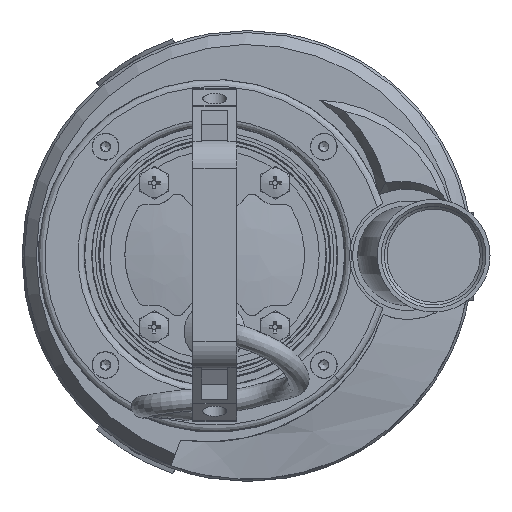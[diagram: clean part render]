
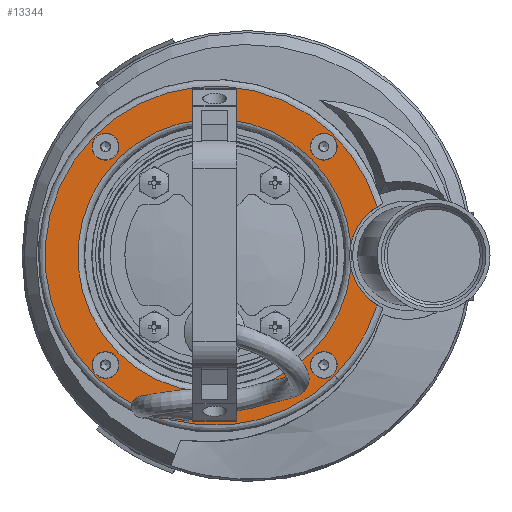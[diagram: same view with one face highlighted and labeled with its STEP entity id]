
A CAD part, top view. The second image highlights one B-rep face of the part: STEP entity #13344.
In plain terms, the highlighted planar face has unit normal (0, 0, 1).
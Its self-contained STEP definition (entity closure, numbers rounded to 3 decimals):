
#12719=CARTESIAN_POINT('',(44.194,-44.194,98.6));
#12720=VERTEX_POINT('',#12719);
#12728=CARTESIAN_POINT('',(62.25,-5.589,98.6));
#12729=VERTEX_POINT('',#12728);
#12730=CARTESIAN_POINT('',(0.,0.,98.6));
#12731=DIRECTION('',(0.,0.,1.));
#12732=DIRECTION('',(0.707,-0.707,0.));
#12733=AXIS2_PLACEMENT_3D('',#12730,#12731,#12732);
#12734=CIRCLE('',#12733,62.5);
#12735=EDGE_CURVE('',#12720,#12729,#12734,.T.);
#12737=CARTESIAN_POINT('',(62.25,5.589,98.6));
#12738=VERTEX_POINT('',#12737);
#12752=CARTESIAN_POINT('',(0.,0.,98.6));
#12753=DIRECTION('',(0.,0.,1.));
#12754=DIRECTION('',(0.707,-0.707,0.));
#12755=AXIS2_PLACEMENT_3D('',#12752,#12753,#12754);
#12756=CIRCLE('',#12755,62.5);
#12757=EDGE_CURVE('',#12738,#12720,#12756,.T.);
#12798=CARTESIAN_POINT('',(74.181,22.436,98.6));
#12799=VERTEX_POINT('',#12798);
#12800=CARTESIAN_POINT('',(54.801,-54.801,98.6));
#12801=VERTEX_POINT('',#12800);
#12802=CARTESIAN_POINT('',(0.,0.,98.6));
#12803=DIRECTION('',(0.,0.,1.));
#12804=DIRECTION('',(0.707,-0.707,0.));
#12805=AXIS2_PLACEMENT_3D('',#12802,#12803,#12804);
#12806=CIRCLE('',#12805,77.5);
#12807=EDGE_CURVE('',#12799,#12801,#12806,.T.);
#12870=CARTESIAN_POINT('',(74.181,-22.436,98.6));
#12871=VERTEX_POINT('',#12870);
#12885=CARTESIAN_POINT('',(0.,0.,98.6));
#12886=DIRECTION('',(0.,0.,1.));
#12887=DIRECTION('',(0.707,-0.707,0.));
#12888=AXIS2_PLACEMENT_3D('',#12885,#12886,#12887);
#12889=CIRCLE('',#12888,77.5);
#12890=EDGE_CURVE('',#12801,#12871,#12889,.T.);
#12983=CARTESIAN_POINT('',(54.189,-54.189,98.6));
#12984=VERTEX_POINT('',#12983);
#12991=CARTESIAN_POINT('',(45.513,-45.513,98.6));
#12992=VERTEX_POINT('',#12991);
#12993=CARTESIAN_POINT('',(49.851,-49.851,98.6));
#12994=DIRECTION('',(0.,0.,1.));
#12995=DIRECTION('',(0.707,-0.707,0.));
#12996=AXIS2_PLACEMENT_3D('',#12993,#12994,#12995);
#12997=CIRCLE('',#12996,6.134);
#12998=EDGE_CURVE('',#12984,#12992,#12997,.T.);
#13000=CARTESIAN_POINT('',(49.851,-49.851,98.6));
#13001=DIRECTION('',(0.,0.,1.));
#13002=DIRECTION('',(0.707,-0.707,0.));
#13003=AXIS2_PLACEMENT_3D('',#13000,#13001,#13002);
#13004=CIRCLE('',#13003,6.134);
#13005=EDGE_CURVE('',#12992,#12984,#13004,.T.);
#13074=CARTESIAN_POINT('',(-54.189,-54.189,98.6));
#13075=VERTEX_POINT('',#13074);
#13082=CARTESIAN_POINT('',(-45.514,-45.513,98.6));
#13083=VERTEX_POINT('',#13082);
#13084=CARTESIAN_POINT('',(-49.851,-49.851,98.6));
#13085=DIRECTION('',(0.,0.,1.0));
#13086=DIRECTION('',(-0.707,-0.707,0.));
#13087=AXIS2_PLACEMENT_3D('',#13084,#13085,#13086);
#13088=CIRCLE('',#13087,6.134);
#13089=EDGE_CURVE('',#13075,#13083,#13088,.T.);
#13091=CARTESIAN_POINT('',(-49.851,-49.851,98.6));
#13092=DIRECTION('',(0.,0.,1.0));
#13093=DIRECTION('',(-0.707,-0.707,0.));
#13094=AXIS2_PLACEMENT_3D('',#13091,#13092,#13093);
#13095=CIRCLE('',#13094,6.134);
#13096=EDGE_CURVE('',#13083,#13075,#13095,.T.);
#13165=CARTESIAN_POINT('',(-54.189,54.189,98.6));
#13166=VERTEX_POINT('',#13165);
#13173=CARTESIAN_POINT('',(-45.514,45.513,98.6));
#13174=VERTEX_POINT('',#13173);
#13175=CARTESIAN_POINT('',(-49.851,49.851,98.6));
#13176=DIRECTION('',(0.,0.,1.0));
#13177=DIRECTION('',(-0.707,0.707,0.));
#13178=AXIS2_PLACEMENT_3D('',#13175,#13176,#13177);
#13179=CIRCLE('',#13178,6.134);
#13180=EDGE_CURVE('',#13166,#13174,#13179,.T.);
#13182=CARTESIAN_POINT('',(-49.851,49.851,98.6));
#13183=DIRECTION('',(0.,0.,1.0));
#13184=DIRECTION('',(-0.707,0.707,0.));
#13185=AXIS2_PLACEMENT_3D('',#13182,#13183,#13184);
#13186=CIRCLE('',#13185,6.134);
#13187=EDGE_CURVE('',#13174,#13166,#13186,.T.);
#13256=CARTESIAN_POINT('',(54.189,54.189,98.6));
#13257=VERTEX_POINT('',#13256);
#13264=CARTESIAN_POINT('',(45.513,45.513,98.6));
#13265=VERTEX_POINT('',#13264);
#13266=CARTESIAN_POINT('',(49.851,49.851,98.6));
#13267=DIRECTION('',(0.,0.,1.));
#13268=DIRECTION('',(0.707,0.707,0.));
#13269=AXIS2_PLACEMENT_3D('',#13266,#13267,#13268);
#13270=CIRCLE('',#13269,6.134);
#13271=EDGE_CURVE('',#13257,#13265,#13270,.T.);
#13273=CARTESIAN_POINT('',(49.851,49.851,98.6));
#13274=DIRECTION('',(0.,0.,1.));
#13275=DIRECTION('',(0.707,0.707,0.));
#13276=AXIS2_PLACEMENT_3D('',#13273,#13274,#13275);
#13277=CIRCLE('',#13276,6.134);
#13278=EDGE_CURVE('',#13265,#13257,#13277,.T.);
#13303=CARTESIAN_POINT('',(-109.631,0.,98.6));
#13304=DIRECTION('',(0.0,0.0,-1.0));
#13305=DIRECTION('',(0.707,0.707,0.0));
#13306=AXIS2_PLACEMENT_3D('',#13303,#13304,#13305);
#13307=PLANE('',#13306);
#13308=ORIENTED_EDGE('',*,*,#12757,.F.);
#13309=CARTESIAN_POINT('',(88.,0.,98.6));
#13310=DIRECTION('',(0.,0.,-1.));
#13311=DIRECTION('',(0.999,-0.051,0.));
#13312=AXIS2_PLACEMENT_3D('',#13309,#13310,#13311);
#13313=CIRCLE('',#13312,26.35);
#13314=EDGE_CURVE('',#12738,#12799,#13313,.T.);
#13315=ORIENTED_EDGE('',*,*,#13314,.T.);
#13316=ORIENTED_EDGE('',*,*,#12807,.T.);
#13317=ORIENTED_EDGE('',*,*,#12890,.T.);
#13318=CARTESIAN_POINT('',(88.,0.,98.6));
#13319=DIRECTION('',(0.,0.,-1.));
#13320=DIRECTION('',(0.999,-0.051,0.));
#13321=AXIS2_PLACEMENT_3D('',#13318,#13319,#13320);
#13322=CIRCLE('',#13321,26.35);
#13323=EDGE_CURVE('',#12871,#12729,#13322,.T.);
#13324=ORIENTED_EDGE('',*,*,#13323,.T.);
#13325=ORIENTED_EDGE('',*,*,#12735,.F.);
#13326=EDGE_LOOP('',(#13308,#13315,#13316,#13317,#13324,#13325));
#13327=FACE_OUTER_BOUND('',#13326,.T.);
#13328=ORIENTED_EDGE('',*,*,#13096,.F.);
#13329=ORIENTED_EDGE('',*,*,#13089,.F.);
#13330=EDGE_LOOP('',(#13328,#13329));
#13331=FACE_BOUND('',#13330,.T.);
#13332=ORIENTED_EDGE('',*,*,#13187,.F.);
#13333=ORIENTED_EDGE('',*,*,#13180,.F.);
#13334=EDGE_LOOP('',(#13332,#13333));
#13335=FACE_BOUND('',#13334,.T.);
#13336=ORIENTED_EDGE('',*,*,#13278,.F.);
#13337=ORIENTED_EDGE('',*,*,#13271,.F.);
#13338=EDGE_LOOP('',(#13336,#13337));
#13339=FACE_BOUND('',#13338,.T.);
#13340=ORIENTED_EDGE('',*,*,#13005,.F.);
#13341=ORIENTED_EDGE('',*,*,#12998,.F.);
#13342=EDGE_LOOP('',(#13340,#13341));
#13343=FACE_BOUND('',#13342,.T.);
#13344=ADVANCED_FACE('',(#13327,#13331,#13335,#13339,#13343),#13307,.F.);
